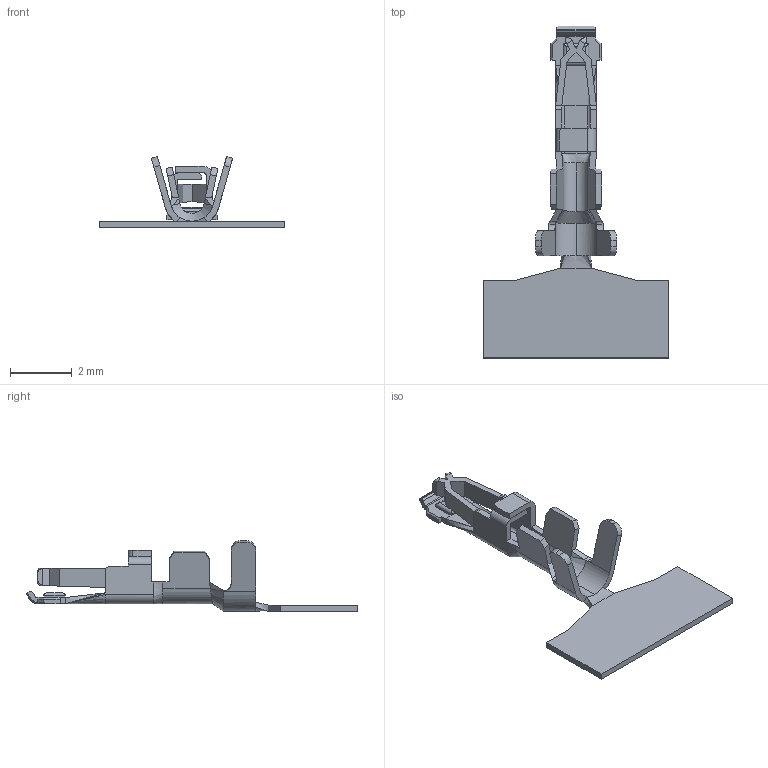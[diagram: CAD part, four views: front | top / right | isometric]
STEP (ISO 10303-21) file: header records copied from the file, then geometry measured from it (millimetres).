
FILE_DESCRIPTION(('STEP AP242'),'1');
FILE_NAME('5055721000.stp','2025-01-19T00:16:21',('TraceParts'),('TraceParts S.A.'),'Spatial InterOp 3D',' ',' ');
FILE_SCHEMA(('AP242_MANAGED_MODEL_BASED_3D_ENGINEERING_MIM_LF {1 0 10303 442 1 1 4}'));
Length unit declared in the file: millimetre
Products named in the file (1): 5055721000
Bounding box: 6 x 10.72 x 2.29 mm (x, y, z)
Volume: 8.1 mm3; surface area: 94.4 mm2
Topology: 1 solids, 1 shells, 171 faces, 463 edges, 292 vertices
Faces by surface type: plane 115, cylinder 38, bspline 16, cone 2
Entity records: 6313 total; most frequent: CARTESIAN_POINT 2134, ORIENTED_EDGE 926, DIRECTION 772, EDGE_CURVE 463, LINE 348, VECTOR 348, VERTEX_POINT 292, AXIS2_PLACEMENT_3D 212
